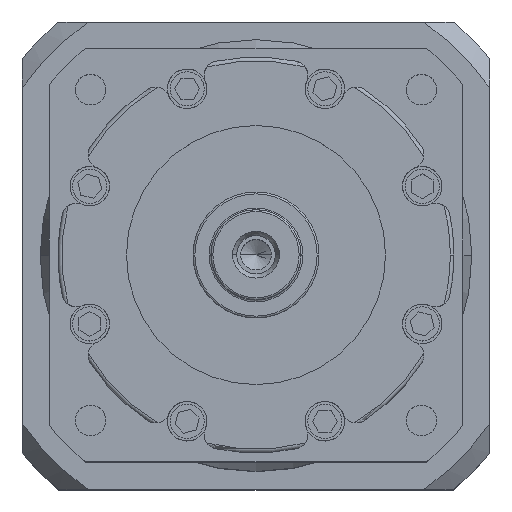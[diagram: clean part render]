
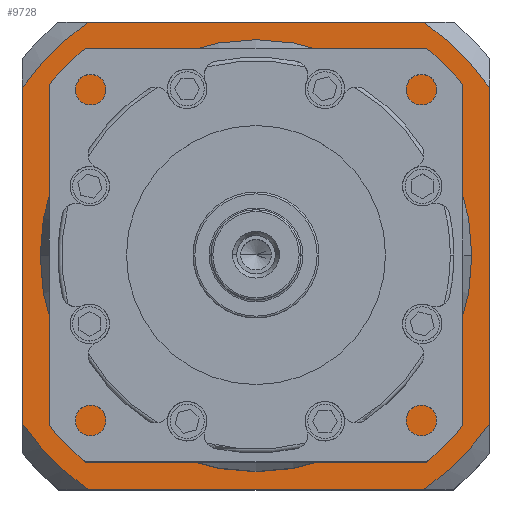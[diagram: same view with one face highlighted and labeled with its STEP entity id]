
A CAD part, top view. The second image highlights one B-rep face of the part: STEP entity #9728.
In plain terms, the highlighted planar face has unit normal (0, 0, 1).
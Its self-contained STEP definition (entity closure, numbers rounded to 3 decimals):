
#351 = ORIENTED_EDGE ( 'NONE', *, *, #7650, .F. ) ;
#417 = DIRECTION ( 'NONE',  ( 0., 0., 1. ) ) ;
#448 = VERTEX_POINT ( 'NONE', #5888 ) ;
#506 = DIRECTION ( 'NONE',  ( 0., 0., -1. ) ) ;
#556 = CARTESIAN_POINT ( 'NONE',  ( 0., 0., 0. ) ) ;
#679 = DIRECTION ( 'NONE',  ( -1., 0., 0. ) ) ;
#790 = CIRCLE ( 'NONE', #9465, 60. ) ;
#827 = VERTEX_POINT ( 'NONE', #6913 ) ;
#1084 = VERTEX_POINT ( 'NONE', #10952 ) ;
#1100 = EDGE_CURVE ( 'NONE', #1084, #3904, #9185, .T. ) ;
#1115 = ORIENTED_EDGE ( 'NONE', *, *, #4670, .T. ) ;
#1152 = LINE ( 'NONE', #6802, #7661 ) ;
#1225 = VERTEX_POINT ( 'NONE', #9510 ) ;
#1293 = EDGE_CURVE ( 'NONE', #5836, #10754, #5340, .T. ) ;
#1393 = ORIENTED_EDGE ( 'NONE', *, *, #7466, .T. ) ;
#1413 = DIRECTION ( 'NONE',  ( -1., 0., 0. ) ) ;
#1519 = CIRCLE ( 'NONE', #5779, 80. ) ;
#1530 = ORIENTED_EDGE ( 'NONE', *, *, #1100, .F. ) ;
#1535 = DIRECTION ( 'NONE',  ( -1., 0., 0. ) ) ;
#1708 = DIRECTION ( 'NONE',  ( -1., 0., 0. ) ) ;
#1751 = VECTOR ( 'NONE', #9344, 1000. ) ;
#1904 = EDGE_LOOP ( 'NONE', ( #351, #1115, #1530, #7500, #2995, #4443, #6954, #4431 ) ) ;
#2365 = PLANE ( 'NONE',  #9731 ) ;
#2448 = CARTESIAN_POINT ( 'NONE',  ( -46.637, 65., 0. ) ) ;
#2983 = AXIS2_PLACEMENT_3D ( 'NONE', #556, #6517, #1413 ) ;
#2995 = ORIENTED_EDGE ( 'NONE', *, *, #5004, .F. ) ;
#3295 = CIRCLE ( 'NONE', #5156, 80. ) ;
#3695 = VERTEX_POINT ( 'NONE', #4436 ) ;
#3880 = CARTESIAN_POINT ( 'NONE',  ( 65., -46.637, 0. ) ) ;
#3904 = VERTEX_POINT ( 'NONE', #3880 ) ;
#4405 = AXIS2_PLACEMENT_3D ( 'NONE', #5513, #417, #6381 ) ;
#4431 = ORIENTED_EDGE ( 'NONE', *, *, #9720, .T. ) ;
#4436 = CARTESIAN_POINT ( 'NONE',  ( 60., 0., 0. ) ) ;
#4443 = ORIENTED_EDGE ( 'NONE', *, *, #1293, .T. ) ;
#4486 = CARTESIAN_POINT ( 'NONE',  ( -46.637, -65., 0. ) ) ;
#4670 = EDGE_CURVE ( 'NONE', #7380, #3904, #3295, .T. ) ;
#4682 = VECTOR ( 'NONE', #10867, 1000. ) ;
#4792 = DIRECTION ( 'NONE',  ( 0., 0., 1. ) ) ;
#5004 = EDGE_CURVE ( 'NONE', #5836, #448, #8604, .T. ) ;
#5156 = AXIS2_PLACEMENT_3D ( 'NONE', #9868, #4792, #10730 ) ;
#5299 = EDGE_LOOP ( 'NONE', ( #1393, #9651 ) ) ;
#5340 = CIRCLE ( 'NONE', #7054, 80. ) ;
#5513 = CARTESIAN_POINT ( 'NONE',  ( 0., 0., 0. ) ) ;
#5556 = CIRCLE ( 'NONE', #2983, 60. ) ;
#5604 = CARTESIAN_POINT ( 'NONE',  ( 0., 0., 0. ) ) ;
#5776 = DIRECTION ( 'NONE',  ( 0., 0., 1. ) ) ;
#5779 = AXIS2_PLACEMENT_3D ( 'NONE', #10847, #5776, #679 ) ;
#5836 = VERTEX_POINT ( 'NONE', #2448 ) ;
#5888 = CARTESIAN_POINT ( 'NONE',  ( 46.637, 65., 0. ) ) ;
#6278 = LINE ( 'NONE', #9384, #1751 ) ;
#6309 = FACE_BOUND ( 'NONE', #5299, .T. ) ;
#6354 = VECTOR ( 'NONE', #10612, 1000. ) ;
#6356 = CARTESIAN_POINT ( 'NONE',  ( 54.772, 65., 0. ) ) ;
#6381 = DIRECTION ( 'NONE',  ( -1., 0., 0. ) ) ;
#6468 = DIRECTION ( 'NONE',  ( -1., 0., 0. ) ) ;
#6517 = DIRECTION ( 'NONE',  ( 0., 0., -1. ) ) ;
#6572 = CARTESIAN_POINT ( 'NONE',  ( 0., 0., 0. ) ) ;
#6645 = DIRECTION ( 'NONE',  ( 0., 0., -1. ) ) ;
#6802 = CARTESIAN_POINT ( 'NONE',  ( 54.772, -65., 0. ) ) ;
#6913 = CARTESIAN_POINT ( 'NONE',  ( -60., 0., 0. ) ) ;
#6954 = ORIENTED_EDGE ( 'NONE', *, *, #9885, .F. ) ;
#7054 = AXIS2_PLACEMENT_3D ( 'NONE', #8392, #8368, #8330 ) ;
#7380 = VERTEX_POINT ( 'NONE', #10582 ) ;
#7466 = EDGE_CURVE ( 'NONE', #827, #3695, #5556, .T. ) ;
#7500 = ORIENTED_EDGE ( 'NONE', *, *, #8575, .T. ) ;
#7650 = EDGE_CURVE ( 'NONE', #7380, #10474, #1152, .T. ) ;
#7661 = VECTOR ( 'NONE', #1708, 1000. ) ;
#8026 = FACE_OUTER_BOUND ( 'NONE', #1904, .T. ) ;
#8280 = CARTESIAN_POINT ( 'NONE',  ( -65., 46.637, 0. ) ) ;
#8330 = DIRECTION ( 'NONE',  ( -1., 0., 0. ) ) ;
#8368 = DIRECTION ( 'NONE',  ( 0., 0., 1. ) ) ;
#8392 = CARTESIAN_POINT ( 'NONE',  ( 0., 0., 0. ) ) ;
#8575 = EDGE_CURVE ( 'NONE', #1084, #448, #10701, .T. ) ;
#8604 = LINE ( 'NONE', #6356, #6354 ) ;
#9185 = LINE ( 'NONE', #10943, #4682 ) ;
#9344 = DIRECTION ( 'NONE',  ( 0., 1., 0. ) ) ;
#9384 = CARTESIAN_POINT ( 'NONE',  ( -65., 54.772, 0. ) ) ;
#9465 = AXIS2_PLACEMENT_3D ( 'NONE', #5604, #506, #6468 ) ;
#9510 = CARTESIAN_POINT ( 'NONE',  ( -65., -46.637, 0. ) ) ;
#9651 = ORIENTED_EDGE ( 'NONE', *, *, #10653, .T. ) ;
#9720 = EDGE_CURVE ( 'NONE', #1225, #10474, #1519, .T. ) ;
#9728 = ADVANCED_FACE ( 'NONE', ( #8026, #6309 ), #2365, .F. ) ;
#9731 = AXIS2_PLACEMENT_3D ( 'NONE', #6572, #6645, #1535 ) ;
#9868 = CARTESIAN_POINT ( 'NONE',  ( 0., 0., 0. ) ) ;
#9885 = EDGE_CURVE ( 'NONE', #1225, #10754, #6278, .T. ) ;
#10474 = VERTEX_POINT ( 'NONE', #4486 ) ;
#10582 = CARTESIAN_POINT ( 'NONE',  ( 46.637, -65., 0. ) ) ;
#10612 = DIRECTION ( 'NONE',  ( 1., 0., 0. ) ) ;
#10653 = EDGE_CURVE ( 'NONE', #3695, #827, #790, .T. ) ;
#10701 = CIRCLE ( 'NONE', #4405, 80. ) ;
#10730 = DIRECTION ( 'NONE',  ( -1., 0., 0. ) ) ;
#10754 = VERTEX_POINT ( 'NONE', #8280 ) ;
#10847 = CARTESIAN_POINT ( 'NONE',  ( 0., 0., 0. ) ) ;
#10867 = DIRECTION ( 'NONE',  ( 0., -1., 0. ) ) ;
#10943 = CARTESIAN_POINT ( 'NONE',  ( 65., 54.772, 0. ) ) ;
#10952 = CARTESIAN_POINT ( 'NONE',  ( 65., 46.637, 0. ) ) ;
